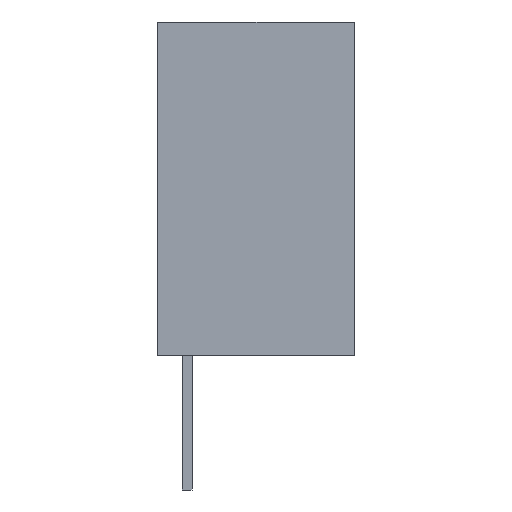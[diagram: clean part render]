
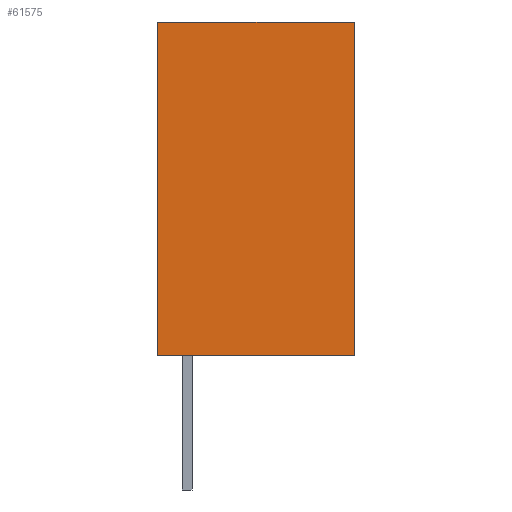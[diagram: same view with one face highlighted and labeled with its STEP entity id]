
A CAD part, left-side view. The second image highlights one B-rep face of the part: STEP entity #61575.
In plain terms, the highlighted planar face has unit normal (-1, 0, 0).
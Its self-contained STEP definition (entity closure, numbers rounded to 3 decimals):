
#2256=ORIENTED_EDGE('',*,*,#15831,.T.);
#2257=ORIENTED_EDGE('',*,*,#15832,.F.);
#2258=ORIENTED_EDGE('',*,*,#14361,.F.);
#2259=ORIENTED_EDGE('',*,*,#15833,.T.);
#14361=EDGE_CURVE('',#21149,#21150,#25674,.T.);
#15831=EDGE_CURVE('',#22618,#22619,#27144,.T.);
#15832=EDGE_CURVE('',#21150,#22619,#27145,.T.);
#15833=EDGE_CURVE('',#21149,#22618,#27146,.T.);
#21149=VERTEX_POINT('',#79103);
#21150=VERTEX_POINT('',#79104);
#22618=VERTEX_POINT('',#82044);
#22619=VERTEX_POINT('',#82045);
#25674=LINE('',#79102,#32460);
#27144=LINE('',#82043,#33930);
#27145=LINE('',#82046,#33931);
#27146=LINE('',#82047,#33932);
#32460=VECTOR('',#66951,1000.);
#33930=VECTOR('',#68425,1000.);
#33931=VECTOR('',#68426,1000.);
#33932=VECTOR('',#68427,1000.);
#38521=EDGE_LOOP('',(#2256,#2257,#2258,#2259));
#40859=FACE_BOUND('',#38521,.T.);
#43165=PLANE('',#63882);
#61575=ADVANCED_FACE('',(#40859),#43165,.F.);
#63882=AXIS2_PLACEMENT_3D('',#82042,#68423,#68424);
#66951=DIRECTION('',(0.,0.,-1.));
#68423=DIRECTION('',(1.,0.,0.));
#68424=DIRECTION('',(0.,0.,-1.));
#68425=DIRECTION('',(0.,0.,-1.));
#68426=DIRECTION('',(0.,1.,0.));
#68427=DIRECTION('',(0.,1.,0.));
#79102=CARTESIAN_POINT('',(-9.825,-3.,10.16));
#79103=CARTESIAN_POINT('',(-9.825,-3.,10.16));
#79104=CARTESIAN_POINT('',(-9.825,-3.,0.));
#82042=CARTESIAN_POINT('',(-9.825,-3.,10.16));
#82043=CARTESIAN_POINT('',(-9.825,3.,10.16));
#82044=CARTESIAN_POINT('',(-9.825,3.,10.16));
#82045=CARTESIAN_POINT('',(-9.825,3.,0.));
#82046=CARTESIAN_POINT('',(-9.825,-3.,0.));
#82047=CARTESIAN_POINT('',(-9.825,-3.,10.16));
